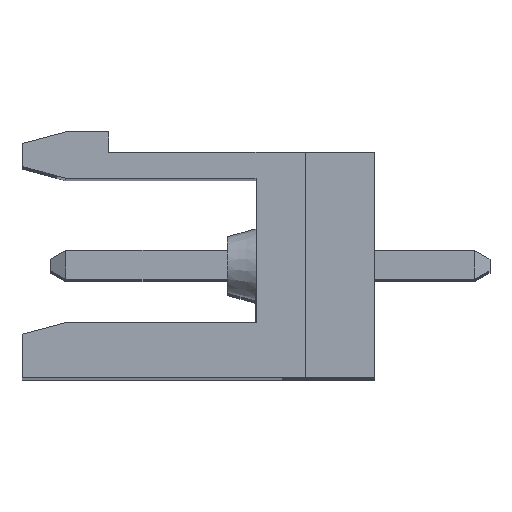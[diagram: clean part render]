
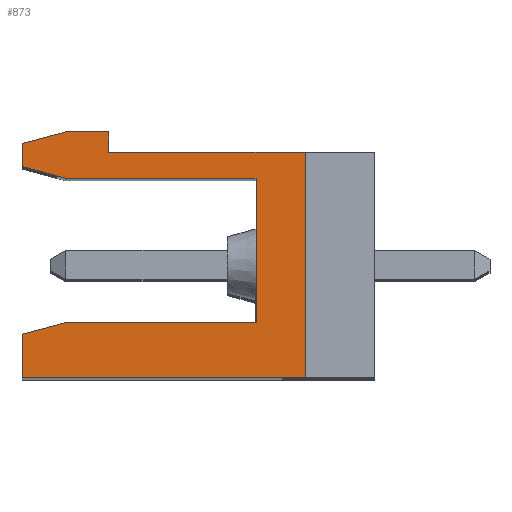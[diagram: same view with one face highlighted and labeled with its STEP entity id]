
A CAD part, top view. The second image highlights one B-rep face of the part: STEP entity #873.
In plain terms, the highlighted planar face has unit normal (0, 0, 1).
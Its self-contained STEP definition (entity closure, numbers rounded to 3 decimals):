
#873 = ADVANCED_FACE( '', ( #1926 ), #1927, .F. );
#1926 = FACE_OUTER_BOUND( '', #3158, .T. );
#1927 = PLANE( '', #3159 );
#3158 = EDGE_LOOP( '', ( #5672, #5673, #5674, #5675, #5676, #5677, #5678, #5679, #5680, #5681, #5682, #5683, #5684 ) );
#3159 = AXIS2_PLACEMENT_3D( '', #5685, #5686, #5687 );
#5672 = ORIENTED_EDGE( '', *, *, #8120, .T. );
#5673 = ORIENTED_EDGE( '', *, *, #8233, .T. );
#5674 = ORIENTED_EDGE( '', *, *, #7942, .F. );
#5675 = ORIENTED_EDGE( '', *, *, #7953, .T. );
#5676 = ORIENTED_EDGE( '', *, *, #7343, .F. );
#5677 = ORIENTED_EDGE( '', *, *, #8234, .F. );
#5678 = ORIENTED_EDGE( '', *, *, #8127, .F. );
#5679 = ORIENTED_EDGE( '', *, *, #7449, .F. );
#5680 = ORIENTED_EDGE( '', *, *, #8235, .F. );
#5681 = ORIENTED_EDGE( '', *, *, #7807, .F. );
#5682 = ORIENTED_EDGE( '', *, *, #8236, .F. );
#5683 = ORIENTED_EDGE( '', *, *, #8237, .F. );
#5684 = ORIENTED_EDGE( '', *, *, #7872, .T. );
#5685 = CARTESIAN_POINT( '', ( 197.225, 44.81, -24.28 ) );
#5686 = DIRECTION( '', ( 0., 0., -1. ) );
#5687 = DIRECTION( '', ( 0., -1., 0. ) );
#7343 = EDGE_CURVE( '', #8811, #8813, #8814, .T. );
#7449 = EDGE_CURVE( '', #9004, #9006, #9007, .T. );
#7807 = EDGE_CURVE( '', #9588, #9583, #9590, .T. );
#7872 = EDGE_CURVE( '', #9685, #9683, #9686, .T. );
#7942 = EDGE_CURVE( '', #9789, #9791, #9792, .T. );
#7953 = EDGE_CURVE( '', #9789, #8813, #9805, .T. );
#8120 = EDGE_CURVE( '', #9683, #10033, #10035, .T. );
#8127 = EDGE_CURVE( '', #9006, #10042, #10043, .T. );
#8233 = EDGE_CURVE( '', #10033, #9791, #10177, .T. );
#8234 = EDGE_CURVE( '', #10042, #8811, #10178, .T. );
#8235 = EDGE_CURVE( '', #9583, #9004, #10179, .T. );
#8236 = EDGE_CURVE( '', #10180, #9588, #10181, .T. );
#8237 = EDGE_CURVE( '', #9685, #10180, #10182, .T. );
#8811 = VERTEX_POINT( '', #10910 );
#8813 = VERTEX_POINT( '', #10913 );
#8814 = LINE( '', #10914, #10915 );
#9004 = VERTEX_POINT( '', #11188 );
#9006 = VERTEX_POINT( '', #11191 );
#9007 = LINE( '', #11192, #11193 );
#9583 = VERTEX_POINT( '', #12050 );
#9588 = VERTEX_POINT( '', #12057 );
#9590 = LINE( '', #12060, #12061 );
#9683 = VERTEX_POINT( '', #12204 );
#9685 = VERTEX_POINT( '', #12207 );
#9686 = LINE( '', #12208, #12209 );
#9789 = VERTEX_POINT( '', #12372 );
#9791 = VERTEX_POINT( '', #12375 );
#9792 = LINE( '', #12376, #12377 );
#9805 = LINE( '', #12394, #12395 );
#10033 = VERTEX_POINT( '', #12738 );
#10035 = LINE( '', #12741, #12742 );
#10042 = VERTEX_POINT( '', #12754 );
#10043 = LINE( '', #12755, #12756 );
#10177 = LINE( '', #12959, #12960 );
#10178 = LINE( '', #12961, #12962 );
#10179 = LINE( '', #12963, #12964 );
#10180 = VERTEX_POINT( '', #12965 );
#10181 = LINE( '', #12966, #12967 );
#10182 = LINE( '', #12968, #12969 );
#10910 = CARTESIAN_POINT( '', ( 194.425, 36.21, -24.28 ) );
#10913 = CARTESIAN_POINT( '', ( 194.425, 37.708, -24.28 ) );
#10914 = CARTESIAN_POINT( '', ( 194.425, 44.41, -24.28 ) );
#10915 = VECTOR( '', #13670, 1000. );
#11188 = CARTESIAN_POINT( '', ( 197.425, 44.01, -24.28 ) );
#11191 = CARTESIAN_POINT( '', ( 204.225, 44.01, -24.28 ) );
#11192 = CARTESIAN_POINT( '', ( 204.025, 44.01, -24.28 ) );
#11193 = VECTOR( '', #13782, 1000. );
#12050 = CARTESIAN_POINT( '', ( 197.425, 44.71, -24.28 ) );
#12057 = CARTESIAN_POINT( '', ( 195.918, 44.71, -24.28 ) );
#12060 = CARTESIAN_POINT( '', ( 197.425, 44.71, -24.28 ) );
#12061 = VECTOR( '', #14088, 1000. );
#12204 = CARTESIAN_POINT( '', ( 195.918, 43.11, -24.28 ) );
#12207 = CARTESIAN_POINT( '', ( 194.425, 43.51, -24.28 ) );
#12208 = CARTESIAN_POINT( '', ( 196.713, 42.897, -24.28 ) );
#12209 = VECTOR( '', #14137, 1000. );
#12372 = CARTESIAN_POINT( '', ( 195.925, 38.11, -24.28 ) );
#12375 = CARTESIAN_POINT( '', ( 202.525, 38.11, -24.28 ) );
#12376 = CARTESIAN_POINT( '', ( 197.225, 38.11, -24.28 ) );
#12377 = VECTOR( '', #14193, 1000. );
#12394 = CARTESIAN_POINT( '', ( 194.425, 37.708, -24.28 ) );
#12395 = VECTOR( '', #14204, 1000. );
#12738 = CARTESIAN_POINT( '', ( 202.525, 43.11, -24.28 ) );
#12741 = CARTESIAN_POINT( '', ( 197.225, 43.11, -24.28 ) );
#12742 = VECTOR( '', #14333, 1000. );
#12754 = CARTESIAN_POINT( '', ( 204.225, 36.21, -24.28 ) );
#12755 = CARTESIAN_POINT( '', ( 204.225, 36.21, -24.28 ) );
#12756 = VECTOR( '', #14336, 1000. );
#12959 = CARTESIAN_POINT( '', ( 202.525, 44.81, -24.28 ) );
#12960 = VECTOR( '', #14409, 1000. );
#12961 = CARTESIAN_POINT( '', ( 194.225, 36.21, -24.28 ) );
#12962 = VECTOR( '', #14410, 1000. );
#12963 = CARTESIAN_POINT( '', ( 197.425, 44.31, -24.28 ) );
#12964 = VECTOR( '', #14411, 1000. );
#12965 = CARTESIAN_POINT( '', ( 194.425, 44.31, -24.28 ) );
#12966 = CARTESIAN_POINT( '', ( 195.918, 44.71, -24.28 ) );
#12967 = VECTOR( '', #14412, 1000. );
#12968 = CARTESIAN_POINT( '', ( 194.425, 44.41, -24.28 ) );
#12969 = VECTOR( '', #14413, 1000. );
#13670 = DIRECTION( '', ( 0., 1., 0. ) );
#13782 = DIRECTION( '', ( 1., 0., 0. ) );
#14088 = DIRECTION( '', ( 1., 0., 0. ) );
#14137 = DIRECTION( '', ( 0.966, -0.259, 0. ) );
#14193 = DIRECTION( '', ( 1., 0., 0. ) );
#14204 = DIRECTION( '', ( -0.966, -0.259, 0. ) );
#14333 = DIRECTION( '', ( 1., 0., 0. ) );
#14336 = DIRECTION( '', ( 0., -1., 0. ) );
#14409 = DIRECTION( '', ( 0., -1., 0. ) );
#14410 = DIRECTION( '', ( -1., 0., 0. ) );
#14411 = DIRECTION( '', ( 0., -1., 0. ) );
#14412 = DIRECTION( '', ( 0.966, 0.259, 0. ) );
#14413 = DIRECTION( '', ( 0., 1., 0. ) );
